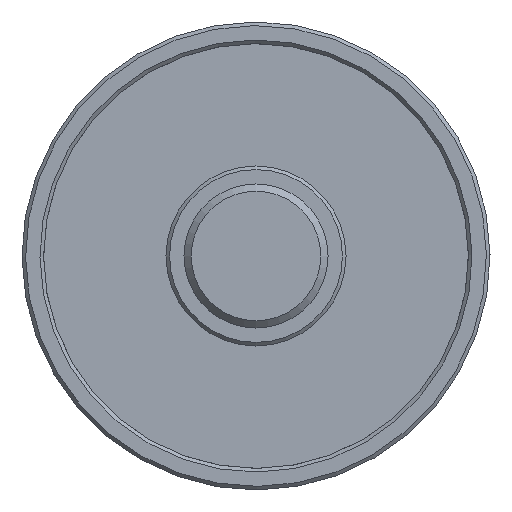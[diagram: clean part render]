
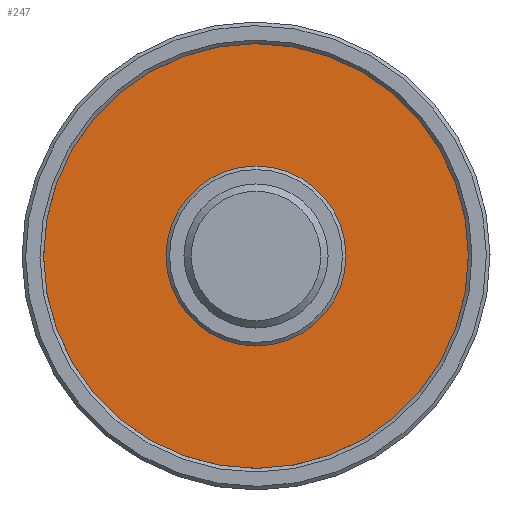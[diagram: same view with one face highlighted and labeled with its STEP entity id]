
A CAD part, left-side view. The second image highlights one B-rep face of the part: STEP entity #247.
In plain terms, the highlighted planar face has unit normal (-1, 0, 0).
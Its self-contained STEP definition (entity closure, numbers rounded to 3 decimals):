
#49=PLANE($,#279);
#61=FACE_BOUND($,#107,.T.);
#82=FACE_OUTER_BOUND($,#106,.T.);
#106=EDGE_LOOP($,(#206));
#107=EDGE_LOOP($,(#207));
#138=CIRCLE($,#273,12.5);
#141=CIRCLE($,#280,29.5);
#158=VERTEX_POINT($,#417);
#161=VERTEX_POINT($,#427);
#178=EDGE_CURVE($,#158,#158,#138,.T.);
#181=EDGE_CURVE($,#161,#161,#141,.T.);
#206=ORIENTED_EDGE($,*,*,#181,.F.);
#207=ORIENTED_EDGE($,*,*,#178,.T.);
#247=ADVANCED_FACE($,(#82,#61),#49,.T.);
#273=AXIS2_PLACEMENT_3D($,#418,#327,#328);
#279=AXIS2_PLACEMENT_3D($,#426,#339,#340);
#280=AXIS2_PLACEMENT_3D($,#428,#341,#342);
#327=DIRECTION('center_axis',(1.,0.,0.));
#328=DIRECTION('ref_axis',(0.,1.,0.));
#339=DIRECTION('center_axis',(-1.,0.,0.));
#340=DIRECTION('ref_axis',(0.,0.,1.));
#341=DIRECTION('center_axis',(1.,0.,0.));
#342=DIRECTION('ref_axis',(0.,1.,0.));
#417=CARTESIAN_POINT('',(10.,12.5,0.));
#418=CARTESIAN_POINT('Origin',(10.,0.,0.));
#426=CARTESIAN_POINT('Origin',(10.,21.,0.));
#427=CARTESIAN_POINT('',(10.,29.5,0.));
#428=CARTESIAN_POINT('Origin',(10.,0.,0.));
